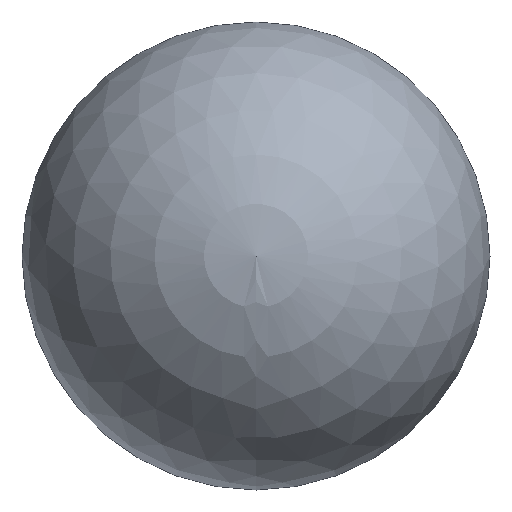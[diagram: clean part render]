
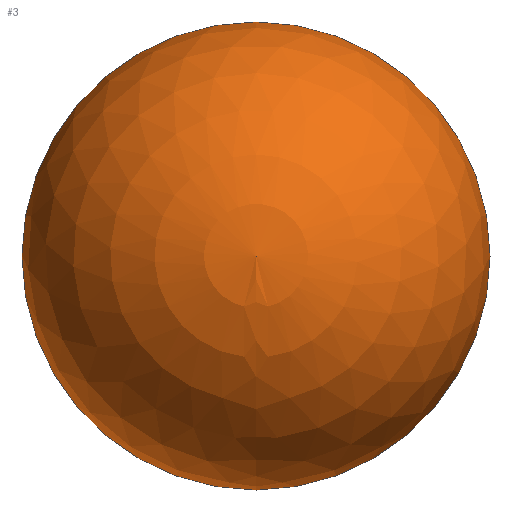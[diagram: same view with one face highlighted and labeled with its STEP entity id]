
A CAD part, front view. The second image highlights one B-rep face of the part: STEP entity #3.
In plain terms, the highlighted spherical face has radius 30 mm.
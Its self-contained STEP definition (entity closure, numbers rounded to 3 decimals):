
#1 = AXIS2_PLACEMENT_3D ( 'NONE', #92, #115, #103 ) ;
#3 = ADVANCED_FACE ( 'NONE', ( #68 ), #76, .T. ) ;
#8 = DIRECTION ( 'NONE',  ( 0., 1., 0. ) ) ;
#17 = DIRECTION ( 'NONE',  ( 0., 0., 1. ) ) ;
#18 = DIRECTION ( 'NONE',  ( 0., -1., 0. ) ) ;
#23 = AXIS2_PLACEMENT_3D ( 'NONE', #104, #18, #44 ) ;
#27 = EDGE_LOOP ( 'NONE', ( #122, #106 ) ) ;
#44 = DIRECTION ( 'NONE',  ( 0., 0., -1. ) ) ;
#57 = CARTESIAN_POINT ( 'NONE',  ( -30., 0., 0. ) ) ;
#58 = CARTESIAN_POINT ( 'NONE',  ( 30., 0., 0. ) ) ;
#67 = CARTESIAN_POINT ( 'NONE',  ( 0., 0., 0. ) ) ;
#68 = FACE_OUTER_BOUND ( 'NONE', #27, .T. ) ;
#70 = CIRCLE ( 'NONE', #100, 30. ) ;
#76 = SPHERICAL_SURFACE ( 'NONE', #1, 30. ) ;
#77 = EDGE_CURVE ( 'NONE', #84, #94, #70, .T. ) ;
#78 = CIRCLE ( 'NONE', #23, 30. ) ;
#84 = VERTEX_POINT ( 'NONE', #58 ) ;
#92 = CARTESIAN_POINT ( 'NONE',  ( 0., 0., 0. ) ) ;
#94 = VERTEX_POINT ( 'NONE', #57 ) ;
#100 = AXIS2_PLACEMENT_3D ( 'NONE', #67, #8, #17 ) ;
#103 = DIRECTION ( 'NONE',  ( 0., 0., -1. ) ) ;
#104 = CARTESIAN_POINT ( 'NONE',  ( 0., 0., 0. ) ) ;
#106 = ORIENTED_EDGE ( 'NONE', *, *, #116, .T. ) ;
#115 = DIRECTION ( 'NONE',  ( 0., -1., 0. ) ) ;
#116 = EDGE_CURVE ( 'NONE', #84, #94, #78, .T. ) ;
#122 = ORIENTED_EDGE ( 'NONE', *, *, #77, .F. ) ;
